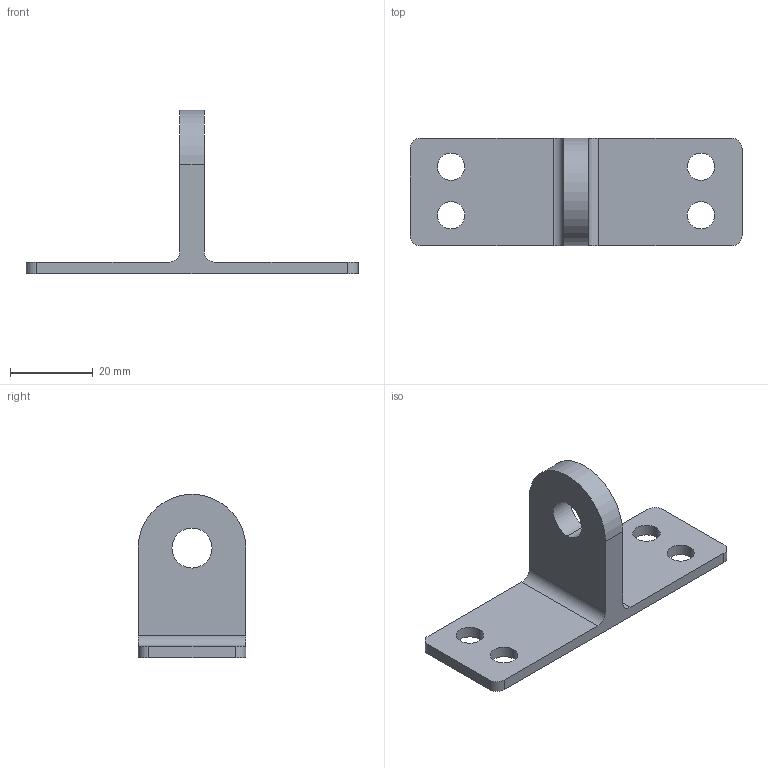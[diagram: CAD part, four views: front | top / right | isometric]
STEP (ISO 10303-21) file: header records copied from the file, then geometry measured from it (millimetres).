
FILE_DESCRIPTION (( 'STEP AP214' ), '1' );
FILE_NAME ('BRK-19A.STEP', '2017-01-04T00:28:48', ( '' ), ( '' ), 'SwSTEP 2.0', 'SolidWorks 2016', '' );
FILE_SCHEMA (( 'AUTOMOTIVE_DESIGN' ));
Length unit declared in the file: inch
Products named in the file (1): BRK-19A
Bounding box: 80.01 x 25.91 x 39.37 mm (x, y, z)
Volume: 10152.9 mm3; surface area: 6765.7 mm2
Topology: 1 solids, 1 shells, 26 faces, 72 edges, 48 vertices
Faces by surface type: cylinder 17, plane 9
Entity records: 910 total; most frequent: DIRECTION 160, CARTESIAN_POINT 147, ORIENTED_EDGE 144, EDGE_CURVE 72, AXIS2_PLACEMENT_3D 61, VERTEX_POINT 48, LINE 38, VECTOR 38
